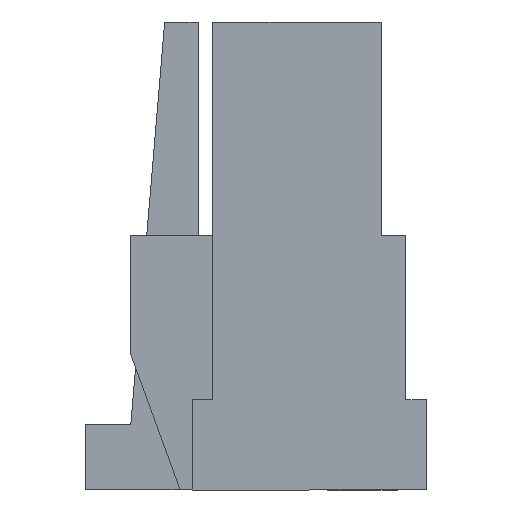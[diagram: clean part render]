
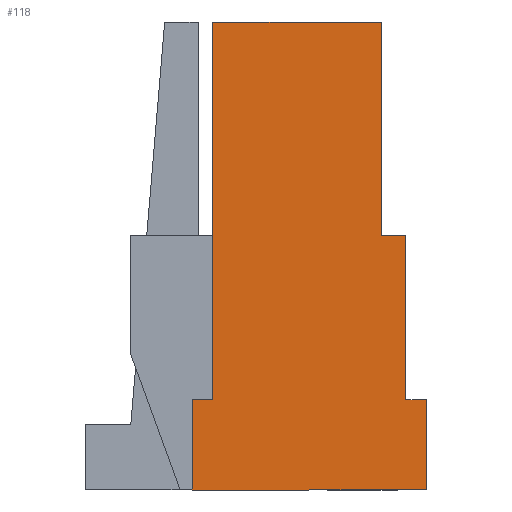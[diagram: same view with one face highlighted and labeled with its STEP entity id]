
A CAD part, left-side view. The second image highlights one B-rep face of the part: STEP entity #118.
In plain terms, the highlighted planar face has unit normal (-1, 0, 0).
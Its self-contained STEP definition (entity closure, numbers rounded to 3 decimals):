
#58 = ORIENTED_EDGE ( 'NONE', *, *, #235, .T. ) ;
#59 = ORIENTED_EDGE ( 'NONE', *, *, #236, .T. ) ;
#60 = ORIENTED_EDGE ( 'NONE', *, *, #912, .F. ) ;
#61 = ORIENTED_EDGE ( 'NONE', *, *, #921, .F. ) ;
#62 = ORIENTED_EDGE ( 'NONE', *, *, #893, .T. ) ;
#63 = ORIENTED_EDGE ( 'NONE', *, *, #919, .F. ) ;
#64 = ORIENTED_EDGE ( 'NONE', *, *, #914, .F. ) ;
#65 = ORIENTED_EDGE ( 'NONE', *, *, #877, .F. ) ;
#66 = ORIENTED_EDGE ( 'NONE', *, *, #237, .F. ) ;
#67 = ORIENTED_EDGE ( 'NONE', *, *, #238, .F. ) ;
#118 = ADVANCED_FACE ( 'NONE', ( #1589 ), #1682, .F. ) ;
#235 = EDGE_CURVE ( 'NONE', #1320, #1326, #1926, .T. ) ;
#236 = EDGE_CURVE ( 'NONE', #1326, #1114, #1928, .T. ) ;
#237 = EDGE_CURVE ( 'NONE', #1325, #1078, #1932, .T. ) ;
#238 = EDGE_CURVE ( 'NONE', #1320, #1325, #1930, .T. ) ;
#771 = EDGE_LOOP ( 'NONE', ( #58, #59, #60, #61, #62, #63, #64, #65, #66, #67 ) ) ;
#877 = EDGE_CURVE ( 'NONE', #1078, #1377, #2979, .T. ) ;
#893 = EDGE_CURVE ( 'NONE', #1122, #1119, #3125, .T. ) ;
#912 = EDGE_CURVE ( 'NONE', #1109, #1114, #3163, .T. ) ;
#914 = EDGE_CURVE ( 'NONE', #1377, #1115, #3159, .T. ) ;
#919 = EDGE_CURVE ( 'NONE', #1115, #1119, #3177, .T. ) ;
#921 = EDGE_CURVE ( 'NONE', #1122, #1109, #3181, .T. ) ;
#1078 = VERTEX_POINT ( 'NONE', #3221 ) ;
#1109 = VERTEX_POINT ( 'NONE', #3256 ) ;
#1114 = VERTEX_POINT ( 'NONE', #3261 ) ;
#1115 = VERTEX_POINT ( 'NONE', #3262 ) ;
#1119 = VERTEX_POINT ( 'NONE', #3266 ) ;
#1122 = VERTEX_POINT ( 'NONE', #3269 ) ;
#1159 = AXIS2_PLACEMENT_3D ( 'NONE', #1689, #1690, #1691 ) ;
#1320 = VERTEX_POINT ( 'NONE', #3344 ) ;
#1325 = VERTEX_POINT ( 'NONE', #3349 ) ;
#1326 = VERTEX_POINT ( 'NONE', #3350 ) ;
#1377 = VERTEX_POINT ( 'NONE', #3401 ) ;
#1589 = FACE_OUTER_BOUND ( 'NONE', #771, .T. ) ;
#1682 = PLANE ( 'NONE',  #1159 ) ;
#1689 = CARTESIAN_POINT ( 'NONE',  ( -10.583, -0.117, 12.85 ) ) ;
#1690 = DIRECTION ( 'NONE',  ( 1., 0., 0. ) ) ;
#1691 = DIRECTION ( 'NONE',  ( 0., -1., 0. ) ) ;
#1926 = LINE ( 'NONE', #2260, #1931 ) ;
#1928 = LINE ( 'NONE', #2266, #1933 ) ;
#1930 = LINE ( 'NONE', #2269, #1937 ) ;
#1931 = VECTOR ( 'NONE', #2270, 1000. ) ;
#1932 = LINE ( 'NONE', #2273, #1935 ) ;
#1933 = VECTOR ( 'NONE', #2272, 1000. ) ;
#1935 = VECTOR ( 'NONE', #2275, 1000. ) ;
#1937 = VECTOR ( 'NONE', #2276, 1000. ) ;
#2260 = CARTESIAN_POINT ( 'NONE',  ( -10.583, -1.217, 7.15 ) ) ;
#2266 = CARTESIAN_POINT ( 'NONE',  ( -10.583, -2.717, 7.7 ) ) ;
#2269 = CARTESIAN_POINT ( 'NONE',  ( -10.583, 0.133, 0. ) ) ;
#2270 = DIRECTION ( 'NONE',  ( 0., -1., 0. ) ) ;
#2272 = DIRECTION ( 'NONE',  ( 0., 0., 1. ) ) ;
#2273 = CARTESIAN_POINT ( 'NONE',  ( -10.583, 0.133, 8.25 ) ) ;
#2275 = DIRECTION ( 'NONE',  ( 0., -1., 0. ) ) ;
#2276 = DIRECTION ( 'NONE',  ( 0., 0., 1. ) ) ;
#2979 = LINE ( 'NONE', #3010, #2982 ) ;
#2982 = VECTOR ( 'NONE', #3011, 1000. ) ;
#3010 = CARTESIAN_POINT ( 'NONE',  ( -10.583, -0.117, 10. ) ) ;
#3011 = DIRECTION ( 'NONE',  ( 0., 0., 1. ) ) ;
#3042 = CARTESIAN_POINT ( 'NONE',  ( -10.583, -2.317, 10.25 ) ) ;
#3043 = DIRECTION ( 'NONE',  ( 0., 1., 0. ) ) ;
#3069 = CARTESIAN_POINT ( 'NONE',  ( -10.583, -1.417, 12.85 ) ) ;
#3080 = CARTESIAN_POINT ( 'NONE',  ( -10.583, -1.417, 8.25 ) ) ;
#3081 = DIRECTION ( 'NONE',  ( 0., -1., 0. ) ) ;
#3085 = DIRECTION ( 'NONE',  ( 0., -1., 0. ) ) ;
#3094 = CARTESIAN_POINT ( 'NONE',  ( -10.583, -2.167, 10. ) ) ;
#3096 = DIRECTION ( 'NONE',  ( 0., 0., -1. ) ) ;
#3098 = CARTESIAN_POINT ( 'NONE',  ( -10.583, -2.467, 10. ) ) ;
#3100 = DIRECTION ( 'NONE',  ( 0., 0., -1. ) ) ;
#3125 = LINE ( 'NONE', #3042, #3128 ) ;
#3128 = VECTOR ( 'NONE', #3043, 1000. ) ;
#3159 = LINE ( 'NONE', #3069, #3170 ) ;
#3163 = LINE ( 'NONE', #3080, #3166 ) ;
#3166 = VECTOR ( 'NONE', #3081, 1000. ) ;
#3170 = VECTOR ( 'NONE', #3085, 1000. ) ;
#3177 = LINE ( 'NONE', #3094, #3180 ) ;
#3180 = VECTOR ( 'NONE', #3096, 1000. ) ;
#3181 = LINE ( 'NONE', #3098, #3184 ) ;
#3184 = VECTOR ( 'NONE', #3100, 1000. ) ;
#3221 = CARTESIAN_POINT ( 'NONE',  ( -10.583, -0.117, 8.25 ) ) ;
#3256 = CARTESIAN_POINT ( 'NONE',  ( -10.583, -2.467, 8.25 ) ) ;
#3261 = CARTESIAN_POINT ( 'NONE',  ( -10.583, -2.717, 8.25 ) ) ;
#3262 = CARTESIAN_POINT ( 'NONE',  ( -10.583, -2.167, 12.85 ) ) ;
#3266 = CARTESIAN_POINT ( 'NONE',  ( -10.583, -2.167, 10.25 ) ) ;
#3269 = CARTESIAN_POINT ( 'NONE',  ( -10.583, -2.467, 10.25 ) ) ;
#3344 = CARTESIAN_POINT ( 'NONE',  ( -10.583, 0.133, 7.15 ) ) ;
#3349 = CARTESIAN_POINT ( 'NONE',  ( -10.583, 0.133, 8.25 ) ) ;
#3350 = CARTESIAN_POINT ( 'NONE',  ( -10.583, -2.717, 7.15 ) ) ;
#3401 = CARTESIAN_POINT ( 'NONE',  ( -10.583, -0.117, 12.85 ) ) ;
